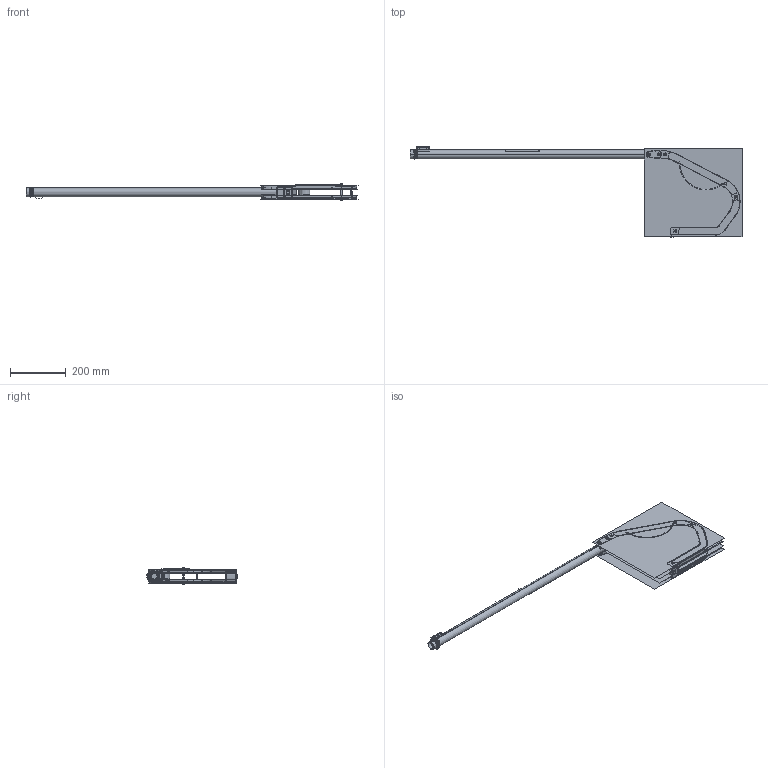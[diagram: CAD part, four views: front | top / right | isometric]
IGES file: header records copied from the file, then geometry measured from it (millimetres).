
Start section:  PTC IGES file: a7420l.igs
Global section: file name: a7420l.igs; native system: Creo Parametric by PTC Inc.; preprocessor: 2021284; author: Student; organization: Unknown; date: 20211207.090442; units: millimetre
Bounding box: 1188.31 x 322.3 x 63.65 mm (x, y, z)
Surface area: 2074332.7 mm2 (no closed solid volume)
Topology: 0 solids, 0 shells, 3277 faces, 45573 edges, 60102 vertices
Faces by surface type: revolution 2223, bspline 1054
